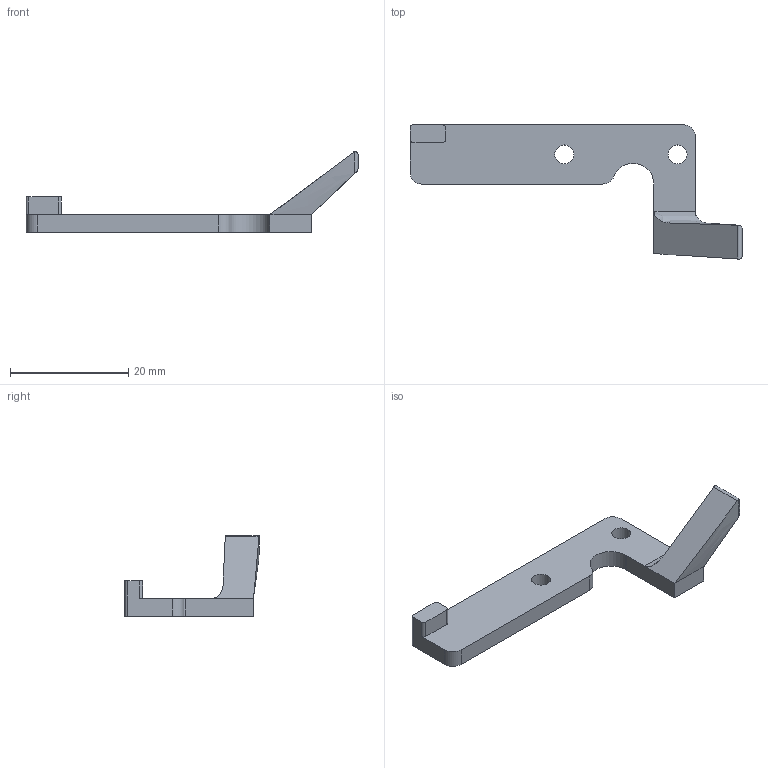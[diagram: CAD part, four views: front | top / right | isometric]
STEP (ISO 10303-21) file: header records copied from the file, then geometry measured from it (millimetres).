
FILE_DESCRIPTION(/* description */ (''),/* implementation_level */ '2;1');
FILE_NAME(/* name */ 'XY endstop finger.step',/* time_stamp */ '2022-10-27T04:09:40+08:00',/* author */ (''),/* organization */ (''),/* preprocessor_version */ 'ST-DEVELOPER v19.2',/* originating_system */ 'Autodesk Translation Framework v11.17.0.187',/* authorisation */ '');
FILE_SCHEMA (('AUTOMOTIVE_DESIGN { 1 0 10303 214 3 1 1 }'));
Length unit declared in the file: millimetre
Products named in the file (1): x endstop trigger
Bounding box: 56.15 x 22.72 x 13.63 mm (x, y, z)
Volume: 1931 mm3; surface area: 1833.7 mm2
Topology: 1 solids, 1 shells, 34 faces, 94 edges, 61 vertices
Faces by surface type: cylinder 14, plane 14, bspline 6
Full cylindrical faces by diameter (mm): 3.2 x2
Entity records: 1355 total; most frequent: CARTESIAN_POINT 484, ORIENTED_EDGE 186, DIRECTION 155, EDGE_CURVE 93, VERTEX_POINT 61, AXIS2_PLACEMENT_3D 53, LINE 49, VECTOR 49
